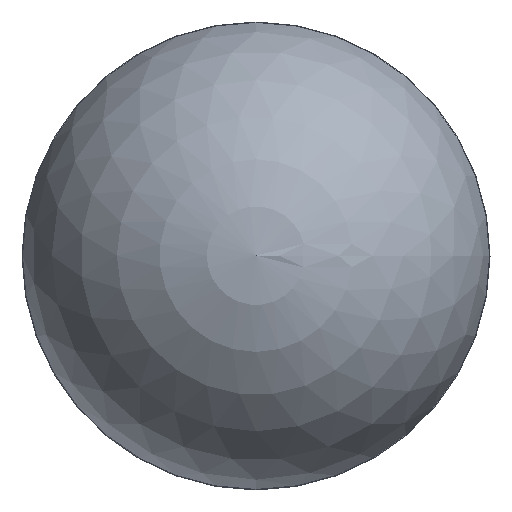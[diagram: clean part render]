
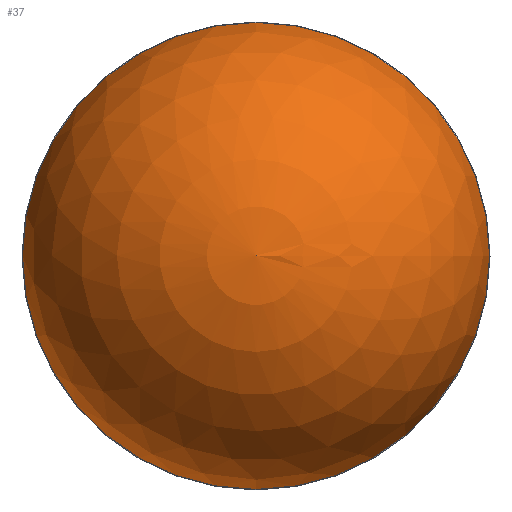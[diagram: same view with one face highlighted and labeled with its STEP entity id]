
A CAD part, top view. The second image highlights one B-rep face of the part: STEP entity #37.
In plain terms, the highlighted spherical face has radius 12.5 mm.
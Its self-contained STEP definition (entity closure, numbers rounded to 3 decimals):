
#37 = ADVANCED_FACE( '', ( #74 ), #75, .T. );
#74 = FACE_OUTER_BOUND( '', #108, .T. );
#75 = SPHERICAL_SURFACE( '', #109, 12.5 );
#108 = EDGE_LOOP( '', ( #142 ) );
#109 = AXIS2_PLACEMENT_3D( '', #143, #144, #145 );
#142 = ORIENTED_EDGE( '', *, *, #173, .F. );
#143 = CARTESIAN_POINT( '', ( 0., 0., 12. ) );
#144 = DIRECTION( '', ( 0., 0., 1. ) );
#145 = DIRECTION( '', ( 1., 0., 0. ) );
#173 = EDGE_CURVE( '', #192, #192, #193, .F. );
#192 = VERTEX_POINT( '', #211 );
#193 = CIRCLE( '', #212, 12.453 );
#211 = CARTESIAN_POINT( '', ( 12.453, 0., 13.087 ) );
#212 = AXIS2_PLACEMENT_3D( '', #231, #232, #233 );
#231 = CARTESIAN_POINT( '', ( 0., 0., 13.087 ) );
#232 = DIRECTION( '', ( 0., 0., 1. ) );
#233 = DIRECTION( '', ( 1., 0., 0. ) );
